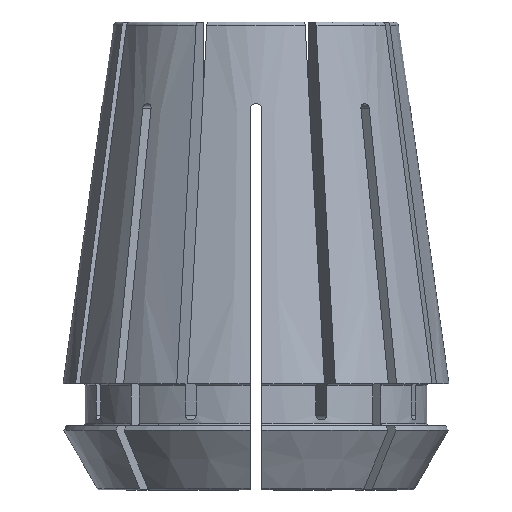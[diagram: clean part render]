
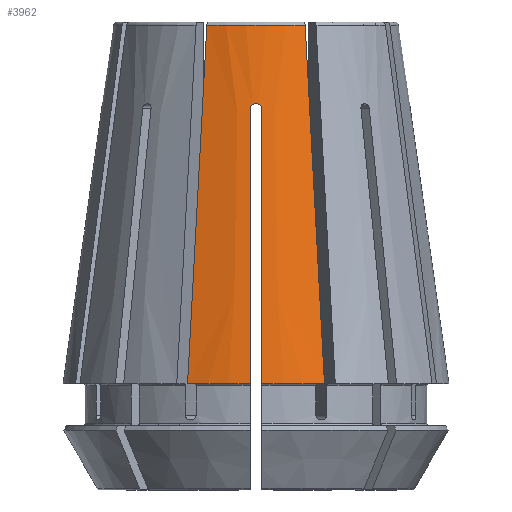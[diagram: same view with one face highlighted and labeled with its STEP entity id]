
A CAD part, left-side view. The second image highlights one B-rep face of the part: STEP entity #3962.
In plain terms, the highlighted conical face has half-angle 8 degrees and reference radius 16.5 mm.
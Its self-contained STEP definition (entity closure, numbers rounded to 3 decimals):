
#40=CONICAL_SURFACE('',#4374,16.5,0.14);
#654=CIRCLE('',#4061,16.5);
#741=CIRCLE('',#4201,12.194);
#789=CIRCLE('',#4290,13.141);
#810=CIRCLE('',#4373,16.5);
#1724=ORIENTED_EDGE('',*,*,#2649,.T.);
#1725=ORIENTED_EDGE('',*,*,#2651,.F.);
#1726=ORIENTED_EDGE('',*,*,#2587,.T.);
#1727=ORIENTED_EDGE('',*,*,#2508,.F.);
#1728=ORIENTED_EDGE('',*,*,#2585,.T.);
#1729=ORIENTED_EDGE('',*,*,#2510,.T.);
#1730=ORIENTED_EDGE('',*,*,#2142,.T.);
#1731=ORIENTED_EDGE('',*,*,#2652,.F.);
#1732=ORIENTED_EDGE('',*,*,#2344,.F.);
#1733=ORIENTED_EDGE('',*,*,#2653,.T.);
#2142=EDGE_CURVE('',#2751,#2752,#654,.T.);
#2344=EDGE_CURVE('',#2915,#2916,#741,.T.);
#2508=EDGE_CURVE('',#3037,#3038,#789,.T.);
#2510=EDGE_CURVE('',#3039,#2751,#3224,.T.);
#2585=EDGE_CURVE('',#3037,#3039,#3261,.T.);
#2587=EDGE_CURVE('',#3080,#3038,#3263,.T.);
#2649=EDGE_CURVE('',#3098,#3097,#810,.T.);
#2651=EDGE_CURVE('',#3080,#3097,#3296,.T.);
#2652=EDGE_CURVE('',#2916,#2752,#3297,.T.);
#2653=EDGE_CURVE('',#2915,#3098,#3298,.T.);
#2751=VERTEX_POINT('',#5700);
#2752=VERTEX_POINT('',#5702);
#2915=VERTEX_POINT('',#6279);
#2916=VERTEX_POINT('',#6281);
#3037=VERTEX_POINT('',#6750);
#3038=VERTEX_POINT('',#6752);
#3039=VERTEX_POINT('',#6762);
#3080=VERTEX_POINT('',#7028);
#3097=VERTEX_POINT('',#7256);
#3098=VERTEX_POINT('',#7258);
#3224=B_SPLINE_CURVE_WITH_KNOTS('',3,(#6755,#6756,#6757,#6758,#6759,#6760,
#6761),.UNSPECIFIED.,.F.,.F.,(4,3,4),(0.021,0.024,
0.045),.UNSPECIFIED.);
#3261=B_SPLINE_CURVE_WITH_KNOTS('',3,(#7015,#7016,#7017,#7018),
 .UNSPECIFIED.,.F.,.F.,(4,4),(0.,0.001),
 .UNSPECIFIED.);
#3263=B_SPLINE_CURVE_WITH_KNOTS('',3,(#7024,#7025,#7026,#7027),
 .UNSPECIFIED.,.F.,.F.,(4,4),(0.,0.001),
 .UNSPECIFIED.);
#3296=B_SPLINE_CURVE_WITH_KNOTS('',3,(#7261,#7262,#7263,#7264,#7265,#7266,
#7267),.UNSPECIFIED.,.F.,.F.,(4,3,4),(0.021,0.024,
0.045),.UNSPECIFIED.);
#3297=B_SPLINE_CURVE_WITH_KNOTS('',3,(#7268,#7269,#7270,#7271,#7272,#7273,
#7274),.UNSPECIFIED.,.F.,.F.,(4,3,4),(0.,0.021,
0.031),.UNSPECIFIED.);
#3298=B_SPLINE_CURVE_WITH_KNOTS('',3,(#7275,#7276,#7277,#7278,#7279,#7280,
#7281),.UNSPECIFIED.,.F.,.F.,(4,3,4),(0.,0.021,
0.031),.UNSPECIFIED.);
#3486=EDGE_LOOP('',(#1724,#1725,#1726,#1727,#1728,#1729,#1730,#1731,#1732,
#1733));
#3696=FACE_BOUND('',#3486,.T.);
#3962=ADVANCED_FACE('',(#3696),#40,.T.);
#4061=AXIS2_PLACEMENT_3D('',#5703,#4536,#4537);
#4201=AXIS2_PLACEMENT_3D('',#6280,#4878,#4879);
#4290=AXIS2_PLACEMENT_3D('',#6751,#5132,#5133);
#4373=AXIS2_PLACEMENT_3D('',#7257,#5346,#5347);
#4374=AXIS2_PLACEMENT_3D('',#7260,#5349,#5350);
#4536=DIRECTION('',(0.,0.,1.));
#4537=DIRECTION('',(1.,0.,0.));
#4878=DIRECTION('',(0.,0.,1.));
#4879=DIRECTION('',(1.,0.,0.));
#5132=DIRECTION('',(0.,0.,-1.));
#5133=DIRECTION('',(-1.,0.,0.));
#5346=DIRECTION('',(0.,0.,1.));
#5347=DIRECTION('',(1.,0.,0.));
#5349=DIRECTION('',(0.,0.,-1.));
#5350=DIRECTION('',(-1.,0.,0.));
#5700=CARTESIAN_POINT('',(-16.492,-0.5,9.3));
#5702=CARTESIAN_POINT('',(-15.428,-5.849,9.3));
#5703=CARTESIAN_POINT('',(0.,0.,9.3));
#6279=CARTESIAN_POINT('',(-11.447,4.2,39.942));
#6280=CARTESIAN_POINT('',(0.,0.,39.942));
#6281=CARTESIAN_POINT('',(-11.447,-4.2,39.942));
#6750=CARTESIAN_POINT('',(-13.141,-0.1,33.2));
#6751=CARTESIAN_POINT('',(0.,0.,33.2));
#6752=CARTESIAN_POINT('',(-13.141,0.1,33.2));
#6755=CARTESIAN_POINT('',(-13.188,-0.5,32.8));
#6756=CARTESIAN_POINT('',(-13.312,-0.5,31.918));
#6757=CARTESIAN_POINT('',(-13.436,-0.5,31.036));
#6758=CARTESIAN_POINT('',(-13.56,-0.5,30.154));
#6759=CARTESIAN_POINT('',(-14.538,-0.5,23.203));
#6760=CARTESIAN_POINT('',(-15.515,-0.5,16.251));
#6761=CARTESIAN_POINT('',(-16.492,-0.5,9.3));
#6762=CARTESIAN_POINT('',(-13.188,-0.5,32.8));
#7015=CARTESIAN_POINT('',(-13.141,-0.1,33.2));
#7016=CARTESIAN_POINT('',(-13.139,-0.312,33.2));
#7017=CARTESIAN_POINT('',(-13.158,-0.5,33.01));
#7018=CARTESIAN_POINT('',(-13.188,-0.5,32.8));
#7024=CARTESIAN_POINT('',(-13.188,0.5,32.8));
#7025=CARTESIAN_POINT('',(-13.158,0.5,33.01));
#7026=CARTESIAN_POINT('',(-13.139,0.312,33.2));
#7027=CARTESIAN_POINT('',(-13.141,0.1,33.2));
#7028=CARTESIAN_POINT('',(-13.188,0.5,32.8));
#7256=CARTESIAN_POINT('',(-16.492,0.5,9.3));
#7257=CARTESIAN_POINT('',(0.,0.,9.3));
#7258=CARTESIAN_POINT('',(-15.428,5.849,9.3));
#7260=CARTESIAN_POINT('',(0.,0.,9.3));
#7261=CARTESIAN_POINT('',(-13.188,0.5,32.8));
#7262=CARTESIAN_POINT('',(-13.312,0.5,31.918));
#7263=CARTESIAN_POINT('',(-13.436,0.5,31.036));
#7264=CARTESIAN_POINT('',(-13.56,0.5,30.154));
#7265=CARTESIAN_POINT('',(-14.538,0.5,23.203));
#7266=CARTESIAN_POINT('',(-15.515,0.5,16.251));
#7267=CARTESIAN_POINT('',(-16.492,0.5,9.3));
#7268=CARTESIAN_POINT('',(-11.447,-4.2,39.942));
#7269=CARTESIAN_POINT('',(-12.366,-4.581,32.875));
#7270=CARTESIAN_POINT('',(-13.284,-4.961,25.809));
#7271=CARTESIAN_POINT('',(-14.202,-5.341,18.743));
#7272=CARTESIAN_POINT('',(-14.611,-5.511,15.595));
#7273=CARTESIAN_POINT('',(-15.019,-5.68,12.448));
#7274=CARTESIAN_POINT('',(-15.428,-5.849,9.3));
#7275=CARTESIAN_POINT('',(-11.447,4.2,39.942));
#7276=CARTESIAN_POINT('',(-12.366,4.581,32.875));
#7277=CARTESIAN_POINT('',(-13.284,4.961,25.809));
#7278=CARTESIAN_POINT('',(-14.202,5.341,18.743));
#7279=CARTESIAN_POINT('',(-14.611,5.511,15.595));
#7280=CARTESIAN_POINT('',(-15.019,5.68,12.448));
#7281=CARTESIAN_POINT('',(-15.428,5.849,9.3));
